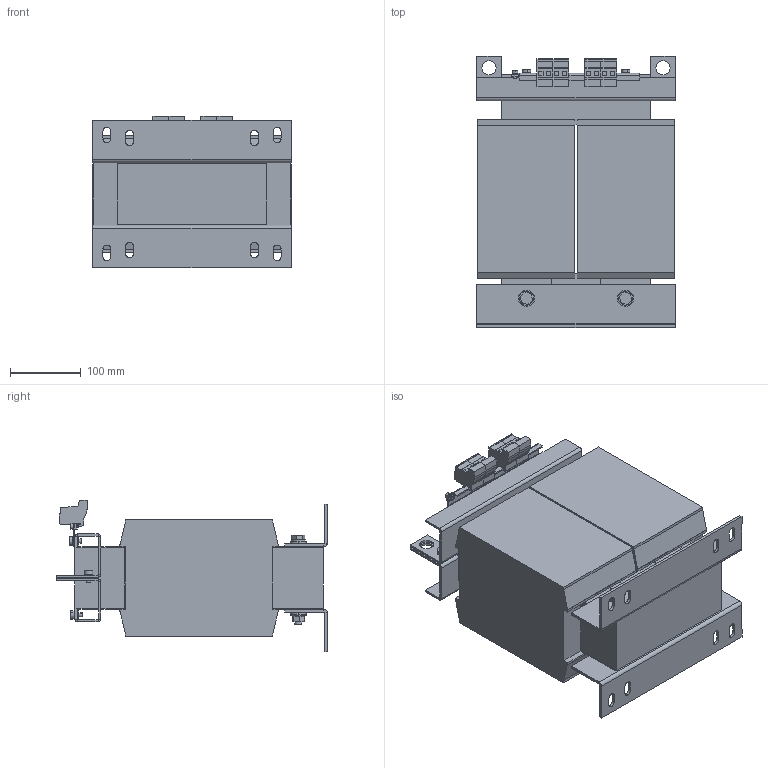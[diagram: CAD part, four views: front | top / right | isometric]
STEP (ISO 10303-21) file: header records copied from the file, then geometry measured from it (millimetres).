
FILE_DESCRIPTION (( 'STEP AP214' ), '1' );
FILE_NAME ('275575.STEP', '2020-09-30T04:35:52', ( '' ), ( '' ), 'SwSTEP 2.0', 'SolidWorks 2018', '' );
FILE_SCHEMA (( 'AUTOMOTIVE_DESIGN' ));
Length unit declared in the file: millimetre
Products named in the file (1): 275575
Bounding box: 280 x 382 x 213.55 mm (x, y, z)
Volume: 12675187.4 mm3; surface area: 716403.6 mm2
Topology: 1 solids, 1 shells, 663 faces, 1658 edges, 1032 vertices
Faces by surface type: plane 495, cylinder 160, torus 4, cone 4
Entity records: 19588 total; most frequent: CARTESIAN_POINT 3458, ORIENTED_EDGE 3316, DIRECTION 3300, EDGE_CURVE 1658, VECTOR 1312, LINE 1312, VERTEX_POINT 1032, AXIS2_PLACEMENT_3D 994
